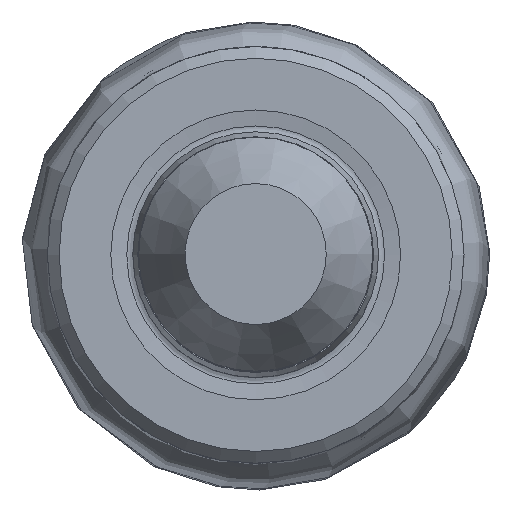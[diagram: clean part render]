
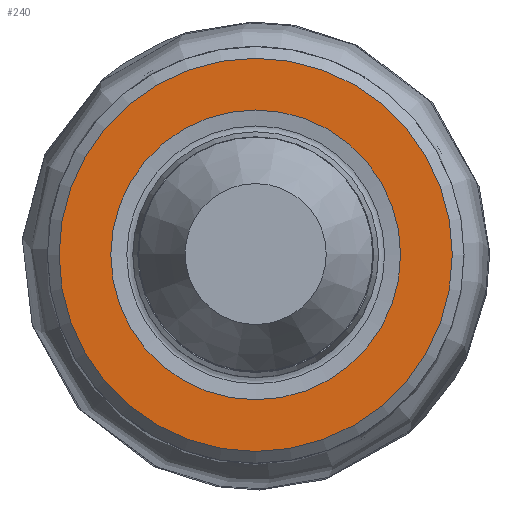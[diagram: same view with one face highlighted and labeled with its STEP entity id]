
A CAD part, top view. The second image highlights one B-rep face of the part: STEP entity #240.
In plain terms, the highlighted planar face has unit normal (0, 0, 1).
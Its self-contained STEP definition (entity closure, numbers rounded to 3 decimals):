
#192=FACE_BOUND('',#321,.T.);
#193=FACE_BOUND('',#322,.T.);
#240=ADVANCED_FACE('CU_SU_3',(#192,#193),#269,.F.);
#269=PLANE('',#726);
#321=EDGE_LOOP('',(#411));
#322=EDGE_LOOP('',(#412));
#411=ORIENTED_EDGE('',*,*,#554,.T.);
#412=ORIENTED_EDGE('',*,*,#555,.F.);
#505=VERTEX_POINT('',#1654);
#506=VERTEX_POINT('',#1656);
#554=EDGE_CURVE('',#505,#505,#596,.T.);
#555=EDGE_CURVE('',#506,#506,#597,.T.);
#596=CIRCLE('',#724,8.4);
#597=CIRCLE('',#725,6.19);
#724=AXIS2_PLACEMENT_3D('',#1653,#851,#852);
#725=AXIS2_PLACEMENT_3D('',#1655,#853,#854);
#726=AXIS2_PLACEMENT_3D('',#1657,#855,#856);
#851=DIRECTION('',(0.,0.,1.));
#852=DIRECTION('',(-1.,0.,0.));
#853=DIRECTION('',(0.,0.,1.));
#854=DIRECTION('',(1.,0.,0.));
#855=DIRECTION('',(0.,0.,-1.));
#856=DIRECTION('',(-1.,0.,0.));
#1653=CARTESIAN_POINT('',(0.,0.,0.));
#1654=CARTESIAN_POINT('',(-8.4,0.,0.));
#1655=CARTESIAN_POINT('',(0.,0.,0.));
#1656=CARTESIAN_POINT('',(6.19,0.,0.));
#1657=CARTESIAN_POINT('',(-8.9,0.,0.));
